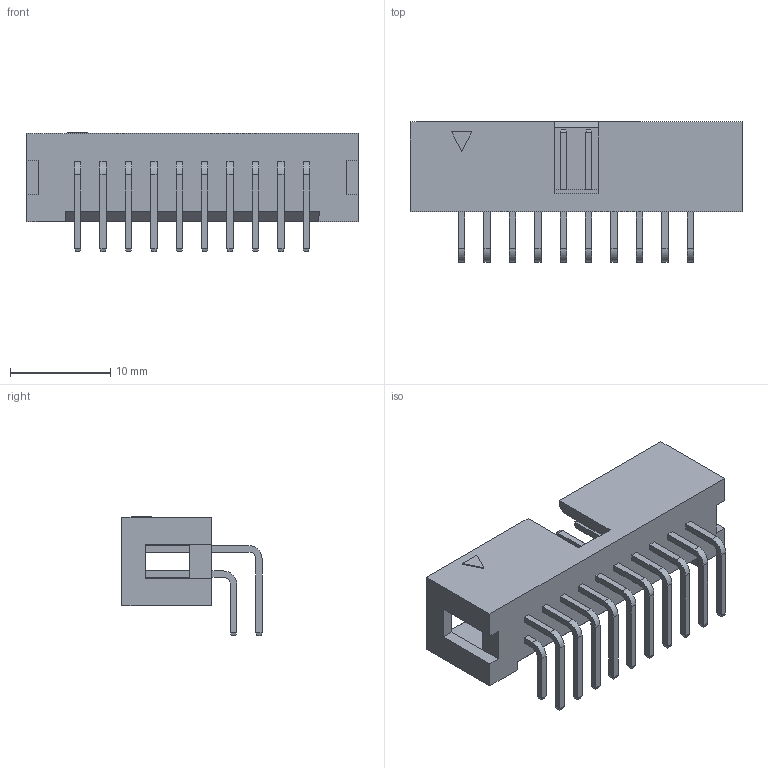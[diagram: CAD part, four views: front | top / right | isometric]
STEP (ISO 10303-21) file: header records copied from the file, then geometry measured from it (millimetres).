
FILE_DESCRIPTION (( 'STEP AP214' ), '1' );
FILE_NAME ('1A648395-E5FF-4EC8-90B1-05DE2972E577.STEP', '2024-11-06T14:20:52', ( '' ), ( '' ), 'SwSTEP 2.0', 'SolidWorks 2022', '' );
FILE_SCHEMA (( 'AUTOMOTIVE_DESIGN' ));
Length unit declared in the file: millimetre
Products named in the file (1): 1A648395-E5FF-4EC8-90B1-05DE2972E577
Bounding box: 33.2 x 14.02 x 11.9 mm (x, y, z)
Volume: 1304 mm3; surface area: 2566.5 mm2
Topology: 1 solids, 1 shells, 476 faces, 1143 edges, 706 vertices
Faces by surface type: plane 436, cylinder 40
Entity records: 13821 total; most frequent: CARTESIAN_POINT 2326, ORIENTED_EDGE 2286, DIRECTION 2177, EDGE_CURVE 1143, VECTOR 1063, LINE 1063, VERTEX_POINT 706, AXIS2_PLACEMENT_3D 557
